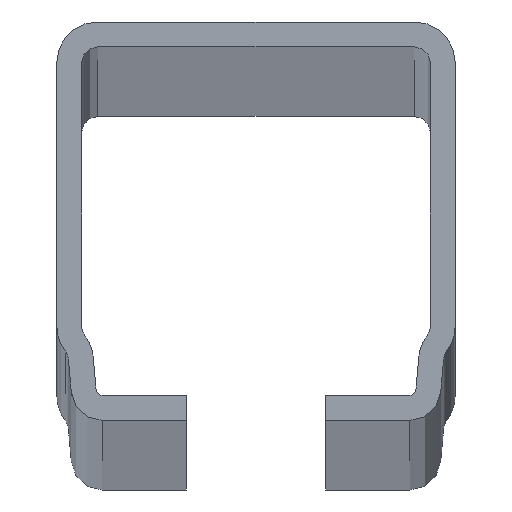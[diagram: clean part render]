
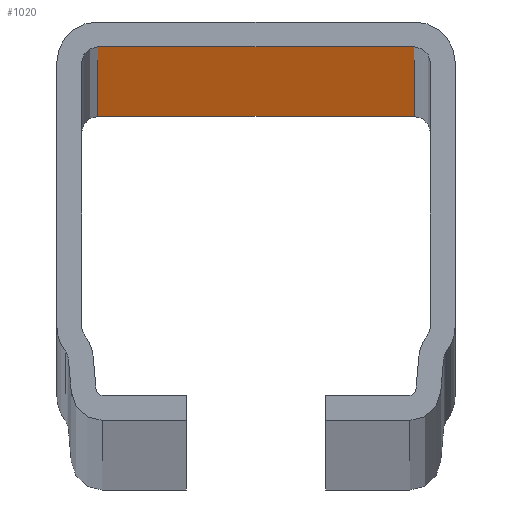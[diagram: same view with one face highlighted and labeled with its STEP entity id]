
A CAD part, top view. The second image highlights one B-rep face of the part: STEP entity #1020.
In plain terms, the highlighted planar face has unit normal (0, -1, 0).
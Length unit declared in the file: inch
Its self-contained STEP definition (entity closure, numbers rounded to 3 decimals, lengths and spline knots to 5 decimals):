
#28 = VERTEX_POINT ( 'NONE', #787 ) ;
#43 = CARTESIAN_POINT ( 'NONE',  ( 0.62598, 0., 78.74016 ) ) ;
#81 = EDGE_LOOP ( 'NONE', ( #510, #185, #287, #525 ) ) ;
#94 = VECTOR ( 'NONE', #388, 39.37008 ) ;
#128 = LINE ( 'NONE', #1097, #1015 ) ;
#136 = VERTEX_POINT ( 'NONE', #330 ) ;
#185 = ORIENTED_EDGE ( 'NONE', *, *, #348, .F. ) ;
#223 = DIRECTION ( 'NONE',  ( -1., 0., 0. ) ) ;
#287 = ORIENTED_EDGE ( 'NONE', *, *, #1024, .F. ) ;
#294 = CARTESIAN_POINT ( 'NONE',  ( -0.62598, 0., 78.74016 ) ) ;
#296 = EDGE_CURVE ( 'NONE', #380, #136, #834, .T. ) ;
#300 = PLANE ( 'NONE',  #1144 ) ;
#310 = LINE ( 'NONE', #849, #94 ) ;
#330 = CARTESIAN_POINT ( 'NONE',  ( 0.62598, 0., -78.74016 ) ) ;
#348 = EDGE_CURVE ( 'NONE', #28, #485, #310, .T. ) ;
#379 = CARTESIAN_POINT ( 'NONE',  ( 0.62598, 0., 78.74016 ) ) ;
#380 = VERTEX_POINT ( 'NONE', #43 ) ;
#388 = DIRECTION ( 'NONE',  ( 0., 0., 1. ) ) ;
#415 = LINE ( 'NONE', #616, #694 ) ;
#485 = VERTEX_POINT ( 'NONE', #511 ) ;
#490 = FACE_OUTER_BOUND ( 'NONE', #81, .T. ) ;
#510 = ORIENTED_EDGE ( 'NONE', *, *, #530, .F. ) ;
#511 = CARTESIAN_POINT ( 'NONE',  ( -0.62598, 0., 78.74016 ) ) ;
#525 = ORIENTED_EDGE ( 'NONE', *, *, #296, .F. ) ;
#530 = EDGE_CURVE ( 'NONE', #485, #380, #415, .T. ) ;
#616 = CARTESIAN_POINT ( 'NONE',  ( -0.62598, 0., 78.74016 ) ) ;
#667 = DIRECTION ( 'NONE',  ( 0., 0., 1. ) ) ;
#694 = VECTOR ( 'NONE', #1062, 39.37008 ) ;
#787 = CARTESIAN_POINT ( 'NONE',  ( -0.62598, 0., -78.74016 ) ) ;
#820 = DIRECTION ( 'NONE',  ( 0., 0., -1. ) ) ;
#834 = LINE ( 'NONE', #379, #1161 ) ;
#849 = CARTESIAN_POINT ( 'NONE',  ( -0.62598, 0., 78.74016 ) ) ;
#1015 = VECTOR ( 'NONE', #223, 39.37008 ) ;
#1020 = ADVANCED_FACE ( 'NONE', ( #490 ), #300, .F. ) ;
#1024 = EDGE_CURVE ( 'NONE', #136, #28, #128, .T. ) ;
#1062 = DIRECTION ( 'NONE',  ( 1., 0., 0. ) ) ;
#1097 = CARTESIAN_POINT ( 'NONE',  ( -0.62598, 0., -78.74016 ) ) ;
#1119 = DIRECTION ( 'NONE',  ( 0., 1., 0. ) ) ;
#1144 = AXIS2_PLACEMENT_3D ( 'NONE', #294, #1119, #667 ) ;
#1161 = VECTOR ( 'NONE', #820, 39.37008 ) ;
